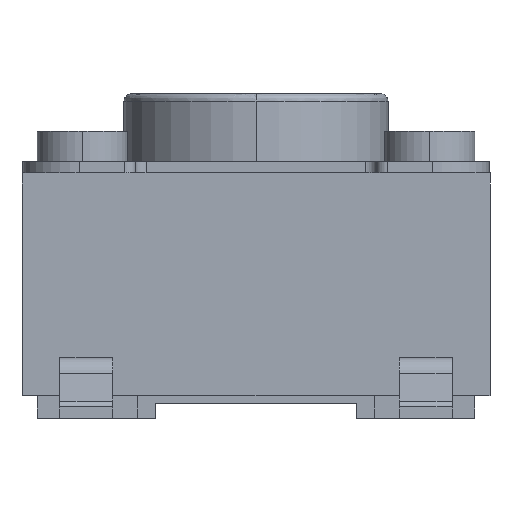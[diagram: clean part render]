
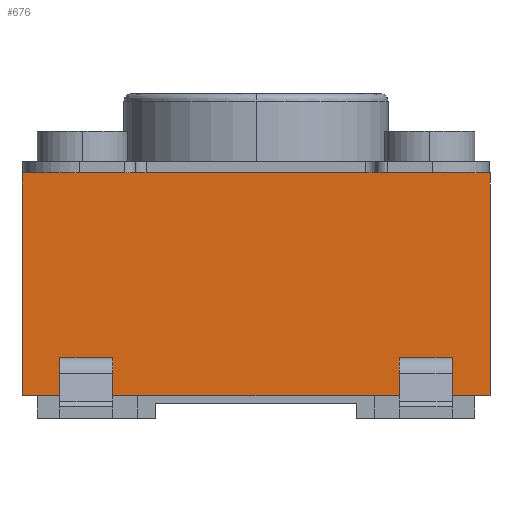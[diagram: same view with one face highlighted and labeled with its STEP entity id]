
A CAD part, left-side view. The second image highlights one B-rep face of the part: STEP entity #676.
In plain terms, the highlighted planar face has unit normal (-1, 0, 0).
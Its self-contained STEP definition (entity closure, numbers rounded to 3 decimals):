
#50 = ORIENTED_EDGE ( 'NONE', *, *, #998, .F. ) ;
#70 = VECTOR ( 'NONE', #1354, 1000. ) ;
#107 = CARTESIAN_POINT ( 'NONE',  ( -3.1, 3.1, 0.8 ) ) ;
#109 = CARTESIAN_POINT ( 'NONE',  ( -3.1, 3.1, 3.25 ) ) ;
#117 = CARTESIAN_POINT ( 'NONE',  ( -3.1, 2.605, 0.3 ) ) ;
#267 = VERTEX_POINT ( 'NONE', #3633 ) ;
#272 = ORIENTED_EDGE ( 'NONE', *, *, #5640, .F. ) ;
#383 = VECTOR ( 'NONE', #2360, 1000. ) ;
#417 = EDGE_CURVE ( 'NONE', #4320, #5258, #4256, .T. ) ;
#474 = DIRECTION ( 'NONE',  ( 0., 1., 0. ) ) ;
#558 = VECTOR ( 'NONE', #2625, 1000. ) ;
#591 = ORIENTED_EDGE ( 'NONE', *, *, #3772, .F. ) ;
#628 = CARTESIAN_POINT ( 'NONE',  ( -3.1, 3.1, 0.8 ) ) ;
#654 = CARTESIAN_POINT ( 'NONE',  ( -3.1, -3.1, 3.25 ) ) ;
#676 = ADVANCED_FACE ( 'NONE', ( #2727 ), #1933, .F. ) ;
#771 = VERTEX_POINT ( 'NONE', #2652 ) ;
#844 = EDGE_CURVE ( 'NONE', #4712, #1750, #1592, .T. ) ;
#950 = EDGE_CURVE ( 'NONE', #2210, #2889, #1084, .T. ) ;
#998 = EDGE_CURVE ( 'NONE', #4403, #4320, #2074, .T. ) ;
#1059 = VECTOR ( 'NONE', #2364, 1000. ) ;
#1084 = LINE ( 'NONE', #3417, #4430 ) ;
#1105 = CARTESIAN_POINT ( 'NONE',  ( -3.1, 3.1, 0.3 ) ) ;
#1136 = DIRECTION ( 'NONE',  ( 0., 0., -1. ) ) ;
#1180 = VECTOR ( 'NONE', #2551, 1000. ) ;
#1245 = VERTEX_POINT ( 'NONE', #654 ) ;
#1351 = VERTEX_POINT ( 'NONE', #117 ) ;
#1354 = DIRECTION ( 'NONE',  ( 0., 1., 0. ) ) ;
#1369 = ORIENTED_EDGE ( 'NONE', *, *, #844, .T. ) ;
#1466 = EDGE_CURVE ( 'NONE', #2667, #6038, #3751, .T. ) ;
#1494 = CARTESIAN_POINT ( 'NONE',  ( -3.1, 3.1, 3.25 ) ) ;
#1592 = LINE ( 'NONE', #109, #5327 ) ;
#1750 = VERTEX_POINT ( 'NONE', #2947 ) ;
#1825 = CARTESIAN_POINT ( 'NONE',  ( -3.1, -3.1, 0.3 ) ) ;
#1873 = ORIENTED_EDGE ( 'NONE', *, *, #2932, .F. ) ;
#1893 = DIRECTION ( 'NONE',  ( 0., 1., 0. ) ) ;
#1933 = PLANE ( 'NONE',  #4426 ) ;
#1975 = EDGE_CURVE ( 'NONE', #4532, #1245, #4146, .T. ) ;
#1981 = CARTESIAN_POINT ( 'NONE',  ( -3.1, -1.9, 0.8 ) ) ;
#2041 = CARTESIAN_POINT ( 'NONE',  ( -3.1, 2.605, 3.25 ) ) ;
#2074 = LINE ( 'NONE', #3532, #5813 ) ;
#2127 = LINE ( 'NONE', #1105, #558 ) ;
#2200 = ORIENTED_EDGE ( 'NONE', *, *, #2262, .F. ) ;
#2210 = VERTEX_POINT ( 'NONE', #2231 ) ;
#2224 = LINE ( 'NONE', #6047, #3704 ) ;
#2231 = CARTESIAN_POINT ( 'NONE',  ( -3.1, -1.895, 0.8 ) ) ;
#2262 = EDGE_CURVE ( 'NONE', #3176, #2210, #3692, .T. ) ;
#2360 = DIRECTION ( 'NONE',  ( 0., 0., 1. ) ) ;
#2364 = DIRECTION ( 'NONE',  ( 0., 0., 1. ) ) ;
#2429 = VECTOR ( 'NONE', #3361, 1000. ) ;
#2440 = DIRECTION ( 'NONE',  ( 0., 0., -1. ) ) ;
#2512 = DIRECTION ( 'NONE',  ( 0., 0., -1. ) ) ;
#2551 = DIRECTION ( 'NONE',  ( 0., 1., 0. ) ) ;
#2584 = CARTESIAN_POINT ( 'NONE',  ( -3.1, -1.895, 0.3 ) ) ;
#2604 = DIRECTION ( 'NONE',  ( 0., 1., 0. ) ) ;
#2625 = DIRECTION ( 'NONE',  ( 0., 1., 0. ) ) ;
#2652 = CARTESIAN_POINT ( 'NONE',  ( -3.1, -2.6, 0.8 ) ) ;
#2653 = ORIENTED_EDGE ( 'NONE', *, *, #3326, .F. ) ;
#2667 = VERTEX_POINT ( 'NONE', #3682 ) ;
#2708 = DIRECTION ( 'NONE',  ( 0., 0., 1. ) ) ;
#2724 = DIRECTION ( 'NONE',  ( 0., 1., 0. ) ) ;
#2727 = FACE_OUTER_BOUND ( 'NONE', #3011, .T. ) ;
#2768 = LINE ( 'NONE', #4228, #383 ) ;
#2889 = VERTEX_POINT ( 'NONE', #2584 ) ;
#2890 = LINE ( 'NONE', #5713, #2429 ) ;
#2926 = CARTESIAN_POINT ( 'NONE',  ( -3.1, 1.895, 0.8 ) ) ;
#2932 = EDGE_CURVE ( 'NONE', #771, #3176, #4831, .T. ) ;
#2934 = ORIENTED_EDGE ( 'NONE', *, *, #3231, .F. ) ;
#2947 = CARTESIAN_POINT ( 'NONE',  ( -3.1, 3.1, 0.3 ) ) ;
#2996 = ORIENTED_EDGE ( 'NONE', *, *, #3709, .F. ) ;
#3011 = EDGE_LOOP ( 'NONE', ( #2200, #1873, #2934, #2653, #272, #3730, #591, #1369, #3215, #5614, #5864, #50, #3425, #3078, #2996, #5651 ) ) ;
#3078 = ORIENTED_EDGE ( 'NONE', *, *, #1466, .F. ) ;
#3134 = CARTESIAN_POINT ( 'NONE',  ( -3.1, 3.1, 0.8 ) ) ;
#3176 = VERTEX_POINT ( 'NONE', #1981 ) ;
#3215 = ORIENTED_EDGE ( 'NONE', *, *, #5225, .F. ) ;
#3231 = EDGE_CURVE ( 'NONE', #5160, #771, #4438, .T. ) ;
#3298 = VECTOR ( 'NONE', #2708, 1000. ) ;
#3318 = DIRECTION ( 'NONE',  ( 0., -1., 0. ) ) ;
#3326 = EDGE_CURVE ( 'NONE', #267, #5160, #2768, .T. ) ;
#3361 = DIRECTION ( 'NONE',  ( 0., 1., 0. ) ) ;
#3386 = CARTESIAN_POINT ( 'NONE',  ( -3.1, 2.605, 0.8 ) ) ;
#3417 = CARTESIAN_POINT ( 'NONE',  ( -3.1, -1.895, 3.25 ) ) ;
#3425 = ORIENTED_EDGE ( 'NONE', *, *, #4768, .F. ) ;
#3532 = CARTESIAN_POINT ( 'NONE',  ( -3.1, 3.1, 0.8 ) ) ;
#3535 = CARTESIAN_POINT ( 'NONE',  ( -3.1, 3.1, 0.8 ) ) ;
#3629 = VECTOR ( 'NONE', #4815, 1000. ) ;
#3633 = CARTESIAN_POINT ( 'NONE',  ( -3.1, -2.605, 0.3 ) ) ;
#3658 = CARTESIAN_POINT ( 'NONE',  ( -3.1, 3.1, 0.8 ) ) ;
#3682 = CARTESIAN_POINT ( 'NONE',  ( -3.1, 1.895, 0.3 ) ) ;
#3692 = LINE ( 'NONE', #3658, #70 ) ;
#3704 = VECTOR ( 'NONE', #2724, 1000. ) ;
#3709 = EDGE_CURVE ( 'NONE', #2889, #2667, #2224, .T. ) ;
#3730 = ORIENTED_EDGE ( 'NONE', *, *, #1975, .T. ) ;
#3751 = LINE ( 'NONE', #4203, #1059 ) ;
#3772 = EDGE_CURVE ( 'NONE', #4712, #1245, #3864, .T. ) ;
#3806 = DIRECTION ( 'NONE',  ( 1., 0., 0. ) ) ;
#3864 = LINE ( 'NONE', #4307, #4103 ) ;
#4103 = VECTOR ( 'NONE', #3318, 1000. ) ;
#4146 = LINE ( 'NONE', #4646, #3298 ) ;
#4183 = LINE ( 'NONE', #3134, #4685 ) ;
#4203 = CARTESIAN_POINT ( 'NONE',  ( -3.1, 1.895, 3.25 ) ) ;
#4228 = CARTESIAN_POINT ( 'NONE',  ( -3.1, -2.605, 3.25 ) ) ;
#4256 = LINE ( 'NONE', #107, #3629 ) ;
#4307 = CARTESIAN_POINT ( 'NONE',  ( -3.1, -3.1, 3.25 ) ) ;
#4320 = VERTEX_POINT ( 'NONE', #5280 ) ;
#4367 = LINE ( 'NONE', #2041, #5743 ) ;
#4399 = EDGE_CURVE ( 'NONE', #5258, #1351, #4367, .T. ) ;
#4403 = VERTEX_POINT ( 'NONE', #5674 ) ;
#4426 = AXIS2_PLACEMENT_3D ( 'NONE', #1494, #3806, #2440 ) ;
#4430 = VECTOR ( 'NONE', #4817, 1000. ) ;
#4438 = LINE ( 'NONE', #3535, #1180 ) ;
#4485 = CARTESIAN_POINT ( 'NONE',  ( -3.1, 3.1, 3.25 ) ) ;
#4532 = VERTEX_POINT ( 'NONE', #1825 ) ;
#4646 = CARTESIAN_POINT ( 'NONE',  ( -3.1, -3.1, 3.25 ) ) ;
#4685 = VECTOR ( 'NONE', #474, 1000. ) ;
#4712 = VERTEX_POINT ( 'NONE', #4485 ) ;
#4768 = EDGE_CURVE ( 'NONE', #6038, #4403, #4183, .T. ) ;
#4815 = DIRECTION ( 'NONE',  ( 0., 1., 0. ) ) ;
#4817 = DIRECTION ( 'NONE',  ( 0., 0., -1. ) ) ;
#4831 = LINE ( 'NONE', #628, #5294 ) ;
#5136 = CARTESIAN_POINT ( 'NONE',  ( -3.1, -2.605, 0.8 ) ) ;
#5160 = VERTEX_POINT ( 'NONE', #5136 ) ;
#5225 = EDGE_CURVE ( 'NONE', #1351, #1750, #2890, .T. ) ;
#5258 = VERTEX_POINT ( 'NONE', #3386 ) ;
#5280 = CARTESIAN_POINT ( 'NONE',  ( -3.1, 2.6, 0.8 ) ) ;
#5294 = VECTOR ( 'NONE', #1893, 1000. ) ;
#5327 = VECTOR ( 'NONE', #2512, 1000. ) ;
#5614 = ORIENTED_EDGE ( 'NONE', *, *, #4399, .F. ) ;
#5640 = EDGE_CURVE ( 'NONE', #4532, #267, #2127, .T. ) ;
#5651 = ORIENTED_EDGE ( 'NONE', *, *, #950, .F. ) ;
#5674 = CARTESIAN_POINT ( 'NONE',  ( -3.1, 1.9, 0.8 ) ) ;
#5713 = CARTESIAN_POINT ( 'NONE',  ( -3.1, 3.1, 0.3 ) ) ;
#5743 = VECTOR ( 'NONE', #1136, 1000. ) ;
#5813 = VECTOR ( 'NONE', #2604, 1000. ) ;
#5864 = ORIENTED_EDGE ( 'NONE', *, *, #417, .F. ) ;
#6038 = VERTEX_POINT ( 'NONE', #2926 ) ;
#6047 = CARTESIAN_POINT ( 'NONE',  ( -3.1, 3.1, 0.3 ) ) ;
